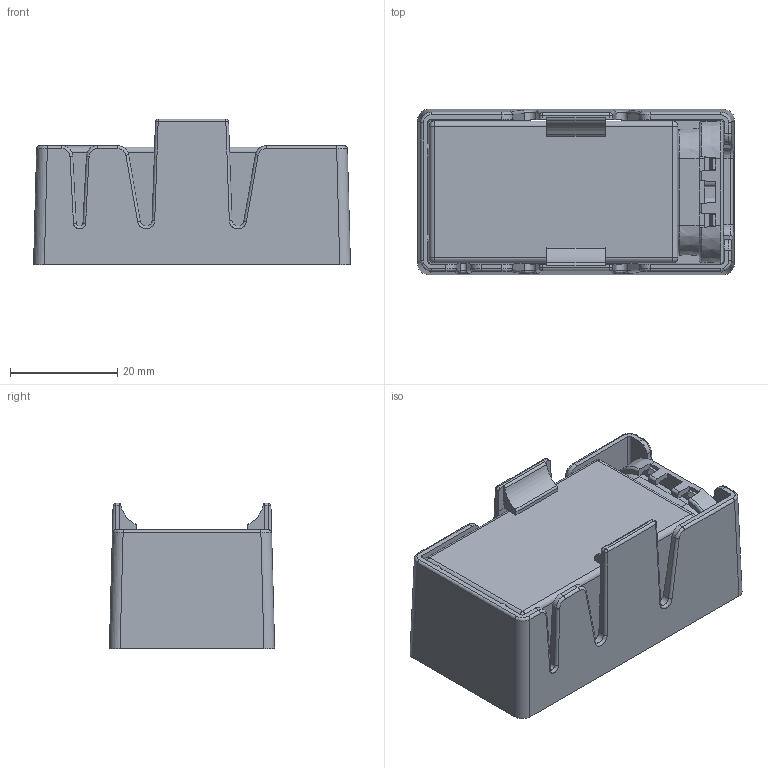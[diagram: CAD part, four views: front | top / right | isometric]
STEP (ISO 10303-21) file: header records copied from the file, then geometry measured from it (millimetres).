
FILE_DESCRIPTION(/* description */ (''),/* implementation_level */ '2;1');
FILE_NAME(/* name */ 'VEXnet Backup Battery Holder.iam.step',/* time_stamp */ '2020-04-16T23:36:06-04:00',/* author */ ('Jordan'),/* organization */ (''),/* preprocessor_version */ 'ST-DEVELOPER v17',/* originating_system */ 'Autodesk Inventor 2019',/* authorisation */ '');
FILE_SCHEMA (('AUTOMOTIVE_DESIGN { 1 0 10303 214 3 1 1 }'));
Length unit declared in the file: inch
Products named in the file (5): VEXnet Backup Battery Holder; Contact Insulator Cap; Contact Back Cap; 9V Battery; Battery Holder
Assembly tree (4 placements, depth 2):
  VEXnet Backup Battery Holder
    Contact Insulator Cap
    Contact Back Cap
    9V Battery
    Battery Holder
Bounding box: 59.16 x 30.86 x 27.2 mm (x, y, z)
Volume: 30940.4 mm3; surface area: 18285.2 mm2
Topology: 4 solids, 4 shells, 343 faces, 925 edges, 587 vertices
Faces by surface type: plane 179, cylinder 115, bspline 20, sphere 12, torus 11, cone 6
Full cylindrical faces by diameter (mm): 2 x4, 2.6 x2, 4.5 x3, 5.9 x1, 8.5 x3, 8.6 x1
Entity records: 13908 total; most frequent: CARTESIAN_POINT 5028, DIRECTION 1843, ORIENTED_EDGE 1834, EDGE_CURVE 917, AXIS2_PLACEMENT_3D 643, VERTEX_POINT 587, LINE 557, VECTOR 557
